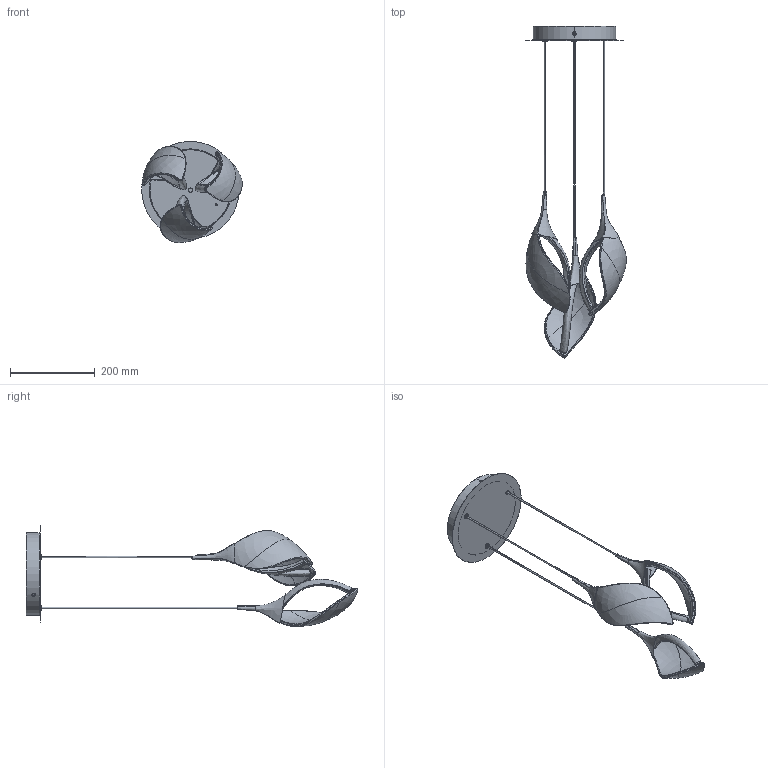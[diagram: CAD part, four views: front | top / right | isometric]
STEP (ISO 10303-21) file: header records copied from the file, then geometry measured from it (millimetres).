
FILE_DESCRIPTION (( 'STEP AP203' ), '1' );
FILE_NAME ('NIA S3 LED_STEP.STEP', '2016-01-08T16:38:28', ( 'admin' ), ( '' ), 'SwSTEP 2.0', 'SolidWorks 2015', '' );
FILE_SCHEMA (( 'CONFIG_CONTROL_DESIGN' ));
Products named in the file (2): NIA S3 LED_STEP
Bounding box: 237.56 x 784.12 x 238.96 mm (x, y, z)
Surface area: 384326 mm2 (no closed solid volume)
Topology: 0 solids, 23 shells, 308 faces, 991 edges, 670 vertices
Faces by surface type: bspline 182, cylinder 73, plane 39, torus 7, cone 7
Entity records: 152413 total; most frequent: CARTESIAN_POINT 145438, ORIENTED_EDGE 1559, EDGE_CURVE 967, DIRECTION 833, VERTEX_POINT 670, B_SPLINE_CURVE_WITH_KNOTS 566, EDGE_LOOP 366, AXIS2_PLACEMENT_3D 319
